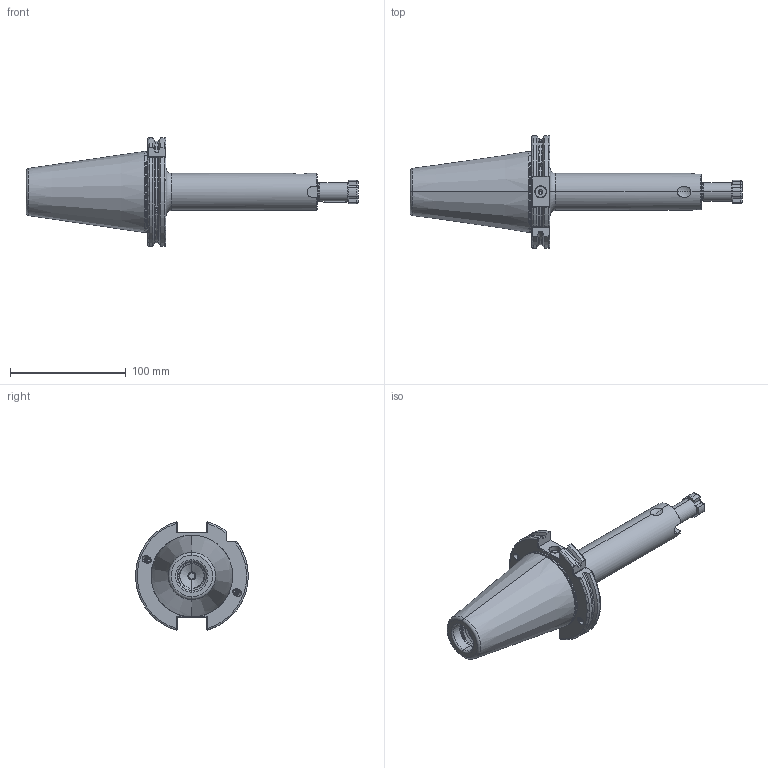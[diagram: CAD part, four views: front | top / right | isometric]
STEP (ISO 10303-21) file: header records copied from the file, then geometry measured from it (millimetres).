
FILE_DESCRIPTION (( 'STEP AP203' ), '1' );
FILE_NAME ('503.10.16.2.STEP', '2016-07-22T10:20:39', ( '' ), ( '' ), 'SwSTEP 2.0', 'SolidWorks 2012', '' );
FILE_SCHEMA (( 'CONFIG_CONTROL_DESIGN' ));
Length unit declared in the file: millimetre
Products named in the file (4): SC16用鍵_4x4x20L; 503.10.16.2; 十字螺絲FMB16
Assembly tree (3 placements, depth 2):
  503.10.16.2
    503.10.16.2
    SC16用鍵_4x4x20L
    十字螺絲FMB16
Bounding box: 286.75 x 97.32 x 93.81 mm (x, y, z)
Volume: 388226.5 mm3; surface area: 72191 mm2
Topology: 3 solids, 3 shells, 408 faces, 1095 edges, 683 vertices
Faces by surface type: cylinder 190, plane 81, cone 52, torus 51, bspline 32, sphere 2
Entity records: 28988 total; most frequent: CARTESIAN_POINT 19471, ORIENTED_EDGE 2162, DIRECTION 1647, EDGE_CURVE 1081, VERTEX_POINT 683, AXIS2_PLACEMENT_3D 635, EDGE_LOOP 424, ADVANCED_FACE 408
